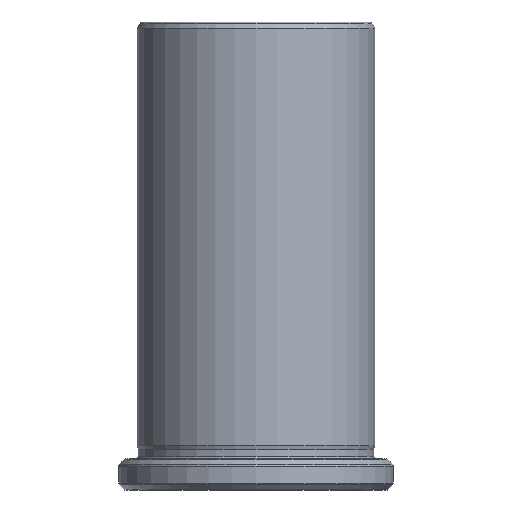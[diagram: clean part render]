
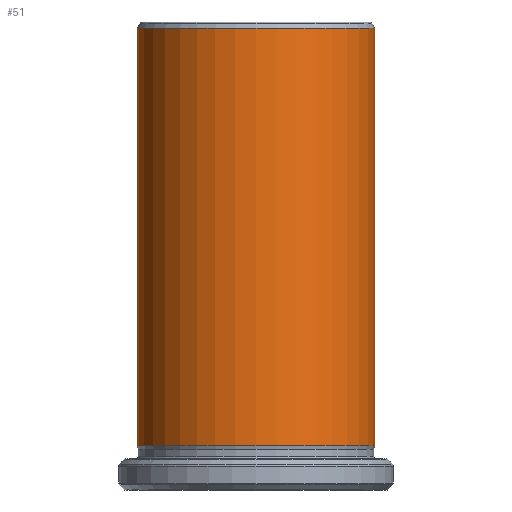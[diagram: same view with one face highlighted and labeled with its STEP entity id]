
A CAD part, front view. The second image highlights one B-rep face of the part: STEP entity #51.
In plain terms, the highlighted cylindrical face has radius 19.05 mm (diameter 38.1 mm), a full revolution.
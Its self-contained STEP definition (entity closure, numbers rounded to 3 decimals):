
#32=CYLINDRICAL_SURFACE('',#318,19.05);
#51=ADVANCED_FACE('',(#86,#87),#32,.T.);
#86=FACE_BOUND('',#132,.T.);
#87=FACE_BOUND('',#133,.T.);
#132=EDGE_LOOP('',(#178));
#133=EDGE_LOOP('',(#179));
#178=ORIENTED_EDGE('',*,*,#240,.F.);
#179=ORIENTED_EDGE('',*,*,#246,.F.);
#217=VERTEX_POINT('',#459);
#223=VERTEX_POINT('',#475);
#240=EDGE_CURVE('',#217,#217,#263,.T.);
#246=EDGE_CURVE('',#223,#223,#269,.T.);
#263=CIRCLE('',#307,19.05);
#269=CIRCLE('',#317,19.05);
#307=AXIS2_PLACEMENT_3D('',#458,#362,#363);
#317=AXIS2_PLACEMENT_3D('',#474,#382,#383);
#318=AXIS2_PLACEMENT_3D('',#476,#384,#385);
#362=DIRECTION('',(0.,0.,-1.));
#363=DIRECTION('',(1.,0.,0.));
#382=DIRECTION('',(0.,0.,1.));
#383=DIRECTION('',(-1.,0.,0.));
#384=DIRECTION('',(0.,0.,-1.));
#385=DIRECTION('',(1.,0.,0.));
#458=CARTESIAN_POINT('',(0.,0.,
2.127));
#459=CARTESIAN_POINT('',(19.05,0.,2.127));
#474=CARTESIAN_POINT('',(0.,0.,
68.973));
#475=CARTESIAN_POINT('',(-19.05,0.,68.973));
#476=CARTESIAN_POINT('',(0.,0.,
60.));
